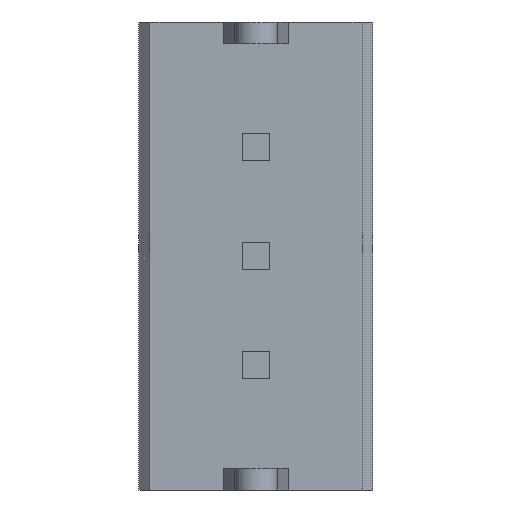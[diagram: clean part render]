
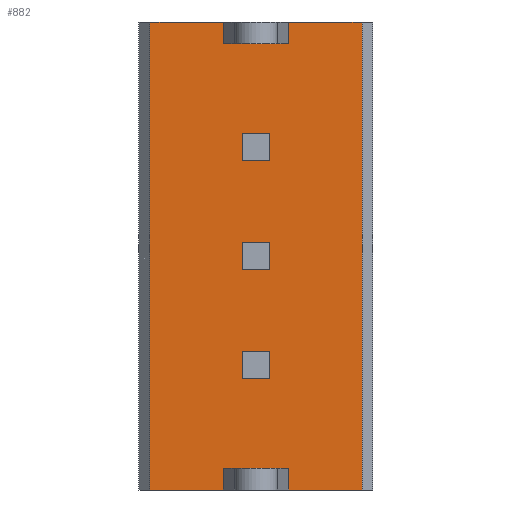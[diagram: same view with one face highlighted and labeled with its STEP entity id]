
A CAD part, front view. The second image highlights one B-rep face of the part: STEP entity #882.
In plain terms, the highlighted planar face has unit normal (0, -1, 0).
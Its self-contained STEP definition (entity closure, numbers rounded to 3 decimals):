
#36=FACE_OUTER_BOUND('',#92,.T.);
#92=EDGE_LOOP('',(#601,#602,#603,#604,#605,#606,#607,#608));
#157=LINE('',#1282,#275);
#160=LINE('',#1288,#278);
#161=LINE('',#1290,#279);
#162=LINE('',#1292,#280);
#163=LINE('',#1294,#281);
#164=LINE('',#1296,#282);
#165=LINE('',#1298,#283);
#166=LINE('',#1299,#284);
#275=VECTOR('',#1035,10.);
#278=VECTOR('',#1040,10.);
#279=VECTOR('',#1041,10.);
#280=VECTOR('',#1042,10.);
#281=VECTOR('',#1043,10.);
#282=VECTOR('',#1044,10.);
#283=VECTOR('',#1045,10.);
#284=VECTOR('',#1046,10.);
#391=VERTEX_POINT('',#1279);
#392=VERTEX_POINT('',#1281);
#394=VERTEX_POINT('',#1287);
#395=VERTEX_POINT('',#1289);
#396=VERTEX_POINT('',#1291);
#397=VERTEX_POINT('',#1293);
#398=VERTEX_POINT('',#1295);
#399=VERTEX_POINT('',#1297);
#473=EDGE_CURVE('',#391,#392,#157,.T.);
#476=EDGE_CURVE('',#394,#391,#160,.T.);
#477=EDGE_CURVE('',#394,#395,#161,.T.);
#478=EDGE_CURVE('',#395,#396,#162,.T.);
#479=EDGE_CURVE('',#396,#397,#163,.T.);
#480=EDGE_CURVE('',#398,#397,#164,.T.);
#481=EDGE_CURVE('',#399,#398,#165,.T.);
#482=EDGE_CURVE('',#392,#399,#166,.T.);
#601=ORIENTED_EDGE('',*,*,#473,.F.);
#602=ORIENTED_EDGE('',*,*,#476,.F.);
#603=ORIENTED_EDGE('',*,*,#477,.T.);
#604=ORIENTED_EDGE('',*,*,#478,.T.);
#605=ORIENTED_EDGE('',*,*,#479,.T.);
#606=ORIENTED_EDGE('',*,*,#480,.F.);
#607=ORIENTED_EDGE('',*,*,#481,.F.);
#608=ORIENTED_EDGE('',*,*,#482,.F.);
#829=PLANE('',#956);
#882=ADVANCED_FACE('',(#36),#829,.T.);
#956=AXIS2_PLACEMENT_3D('',#1286,#1038,#1039);
#1035=DIRECTION('',(0.,0.,-1.));
#1038=DIRECTION('center_axis',(0.,-1.,0.));
#1039=DIRECTION('ref_axis',(1.,0.,0.));
#1040=DIRECTION('',(1.,0.,0.));
#1041=DIRECTION('',(0.,0.,-1.));
#1042=DIRECTION('',(-1.,0.,0.));
#1043=DIRECTION('',(0.,0.,1.));
#1044=DIRECTION('',(1.,0.,0.));
#1045=DIRECTION('',(0.,0.,1.));
#1046=DIRECTION('',(-1.,0.,0.));
#1279=CARTESIAN_POINT('',(2.55,2.8,8.6));
#1281=CARTESIAN_POINT('',(2.55,2.8,0.));
#1282=CARTESIAN_POINT('',(2.55,2.8,0.));
#1286=CARTESIAN_POINT('Origin',(-1.55,2.8,0.));
#1287=CARTESIAN_POINT('',(1.1,2.8,8.6));
#1288=CARTESIAN_POINT('',(0.6,2.8,8.6));
#1289=CARTESIAN_POINT('',(1.1,2.8,8.2));
#1290=CARTESIAN_POINT('',(1.1,2.8,4.3));
#1291=CARTESIAN_POINT('',(0.1,2.8,8.2));
#1292=CARTESIAN_POINT('',(-0.475,2.8,8.2));
#1293=CARTESIAN_POINT('',(0.1,2.8,8.6));
#1294=CARTESIAN_POINT('',(0.1,2.8,4.3));
#1295=CARTESIAN_POINT('',(-1.35,2.8,8.6));
#1296=CARTESIAN_POINT('',(0.6,2.8,8.6));
#1297=CARTESIAN_POINT('',(-1.35,2.8,0.));
#1298=CARTESIAN_POINT('',(-1.35,2.8,0.));
#1299=CARTESIAN_POINT('',(0.6,2.8,0.));
